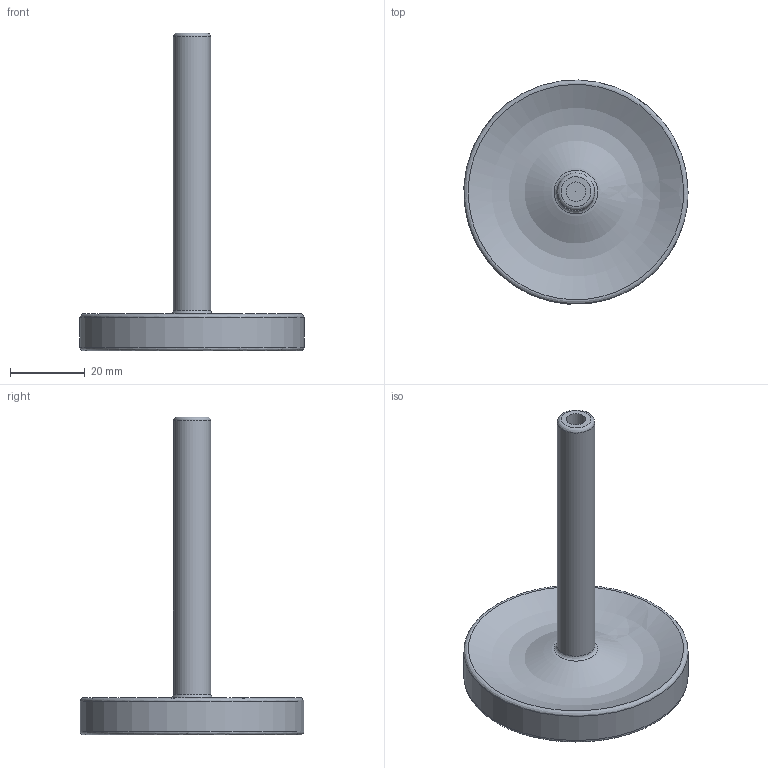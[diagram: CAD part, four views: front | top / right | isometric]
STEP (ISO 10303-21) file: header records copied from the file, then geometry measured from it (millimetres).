
FILE_DESCRIPTION(('FreeCAD Model'),'2;1');
FILE_NAME('Open CASCADE Shape Model','2025-03-28T16:42:43',('Author'),( ''),'Open CASCADE STEP processor 7.8','FreeCAD','Unknown');
FILE_SCHEMA(('AUTOMOTIVE_DESIGN { 1 0 10303 214 1 1 1 1 }'));
Length unit declared in the file: millimetre
Products named in the file (1): Body001
Bounding box: 59.96 x 59.91 x 85 mm (x, y, z)
Volume: 28204.4 mm3; surface area: 9920.8 mm2
Topology: 1 solids, 1 shells, 11 faces, 23 edges, 12 vertices
Faces by surface type: bspline 4, revolution 4, cylinder 3
Full cylindrical faces by diameter (mm): 5.2 x1, 10 x1, 60 x1
Entity records: 593 total; most frequent: CARTESIAN_POINT 395, ORIENTED_EDGE 42, DIRECTION 25, EDGE_CURVE 21, VERTEX_POINT 12, ADVANCED_FACE 11, FACE_BOUND 11, EDGE_LOOP 11
